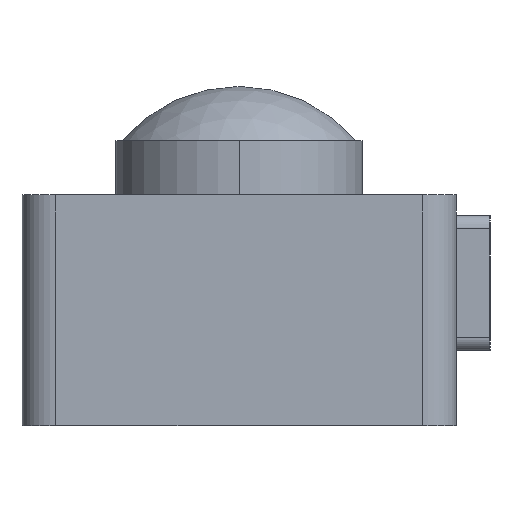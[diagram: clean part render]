
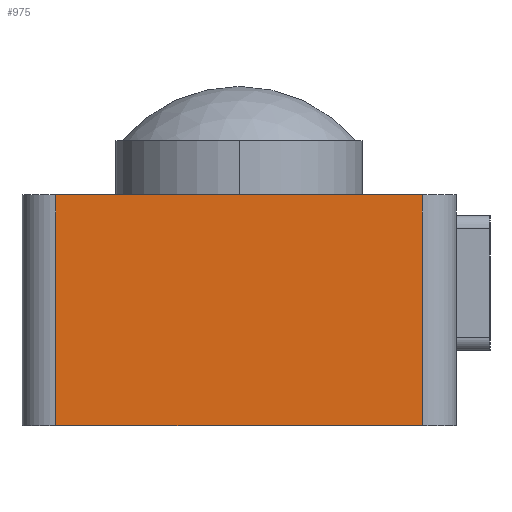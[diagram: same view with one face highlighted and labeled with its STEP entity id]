
A CAD part, left-side view. The second image highlights one B-rep face of the part: STEP entity #975.
In plain terms, the highlighted planar face has unit normal (-1, 0, 0).
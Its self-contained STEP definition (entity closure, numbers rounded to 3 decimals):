
#75=DIRECTION('',(0.,-1.,0.));
#76=VECTOR('',#75,54.);
#77=CARTESIAN_POINT('',(0.,59.,0.));
#78=LINE('',#77,#76);
#287=DIRECTION('',(0.,0.,-1.));
#288=VECTOR('',#287,34.);
#289=CARTESIAN_POINT('',(0.,59.,34.));
#290=LINE('',#289,#288);
#294=DIRECTION('',(0.,0.,-1.));
#295=VECTOR('',#294,34.);
#296=CARTESIAN_POINT('',(0.,5.,34.));
#297=LINE('',#296,#295);
#400=DIRECTION('',(0.,-1.,0.));
#401=VECTOR('',#400,54.);
#402=CARTESIAN_POINT('',(0.,59.,34.));
#403=LINE('',#402,#401);
#717=CARTESIAN_POINT('',(0.,59.,0.));
#719=VERTEX_POINT('',#717);
#723=CARTESIAN_POINT('',(0.,59.,34.));
#724=VERTEX_POINT('',#723);
#726=CARTESIAN_POINT('',(0.,5.,0.));
#728=VERTEX_POINT('',#726);
#729=CARTESIAN_POINT('',(0.,5.,34.));
#730=VERTEX_POINT('',#729);
#962=CARTESIAN_POINT('',(0.,64.,0.));
#963=DIRECTION('',(-1.,0.,0.));
#964=DIRECTION('',(0.,-1.,0.));
#965=AXIS2_PLACEMENT_3D('',#962,#963,#964);
#966=PLANE('',#965);
#968=ORIENTED_EDGE('',*,*,#967,.F.);
#970=ORIENTED_EDGE('',*,*,#969,.T.);
#971=ORIENTED_EDGE('',*,*,#954,.T.);
#972=ORIENTED_EDGE('',*,*,#764,.F.);
#973=EDGE_LOOP('',(#968,#970,#971,#972));
#974=FACE_OUTER_BOUND('',#973,.F.);
#975=ADVANCED_FACE('',(#974),#966,.T.);
#764=EDGE_CURVE('',#719,#728,#78,.T.);
#954=EDGE_CURVE('',#730,#728,#297,.T.);
#967=EDGE_CURVE('',#724,#719,#290,.T.);
#969=EDGE_CURVE('',#724,#730,#403,.T.);
